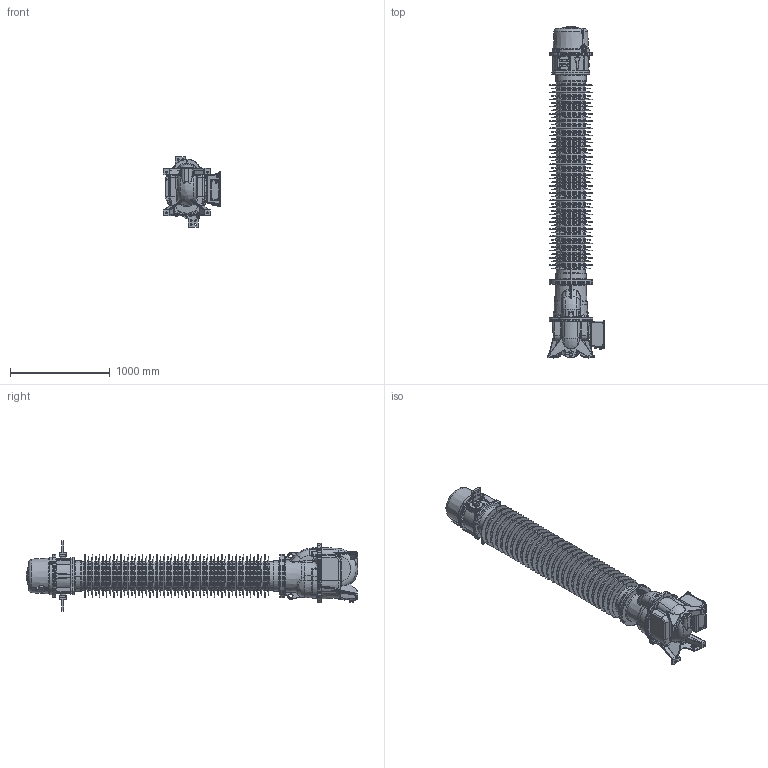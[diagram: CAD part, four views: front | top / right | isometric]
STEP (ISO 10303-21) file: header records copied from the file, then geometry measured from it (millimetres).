
FILE_DESCRIPTION((''),'2;1');
FILE_NAME('1HSE220062-933_SW0001','2016-11-02T',('sebjsjo1'),('ABB Technology Ltd.'),'PRO/ENGINEER BY PARAMETRIC TECHNOLOGY CORPORATION, 2015110','PRO/ENGINEER BY PARAMETRIC TECHNOLOGY CORPORATION, 2015110','');
FILE_SCHEMA(('CONFIG_CONTROL_DESIGN'));
Products named in the file (1): 1HSE220062-933_SW0001
Bounding box: 573.7 x 3322 x 710 mm (x, y, z)
Surface area: 13088266.3 mm2 (no closed solid volume)
Topology: 0 solids, 114 shells, 2718 faces, 8961 edges, 6138 vertices
Faces by surface type: cylinder 741, bspline 611, torus 563, plane 468, cone 282, sphere 50, extrusion 3
Entity records: 128013 total; most frequent: CARTESIAN_POINT 56363, ORIENTED_EDGE 14145, DIRECTION 14107, EDGE_CURVE 8961, VERTEX_POINT 6138, AXIS2_PLACEMENT_3D 5656, CIRCLE 3552, EDGE_LOOP 2965
